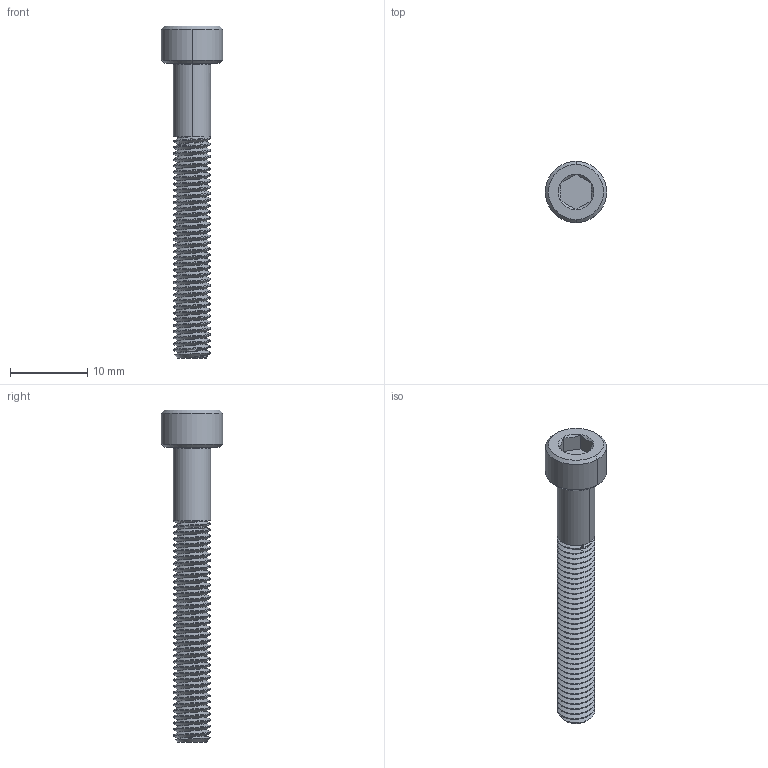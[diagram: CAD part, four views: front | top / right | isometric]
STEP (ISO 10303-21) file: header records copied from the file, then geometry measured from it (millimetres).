
FILE_DESCRIPTION (( 'STEP AP214' ), '1' );
FILE_NAME ('am-1014 10-32 x 1500 SHCS.STEP', '2023-07-26T17:35:15', ( '' ), ( '' ), 'SwSTEP 2.0', 'SolidWorks 2022', '' );
FILE_SCHEMA (( 'AUTOMOTIVE_DESIGN' ));
Length unit declared in the file: inch
Products named in the file (1): am-1014 10-32 x 1500 SHCS
Bounding box: 7.92 x 7.92 x 42.93 mm (x, y, z)
Volume: 795 mm3; surface area: 1050.6 mm2
Topology: 1 solids, 1 shells, 104 faces, 281 edges, 181 vertices
Faces by surface type: cylinder 74, cone 16, plane 11, bspline 3
Entity records: 9939 total; most frequent: CARTESIAN_POINT 7747, ORIENTED_EDGE 562, DIRECTION 348, EDGE_CURVE 281, VERTEX_POINT 181, AXIS2_PLACEMENT_3D 126, EDGE_LOOP 106, ADVANCED_FACE 104
